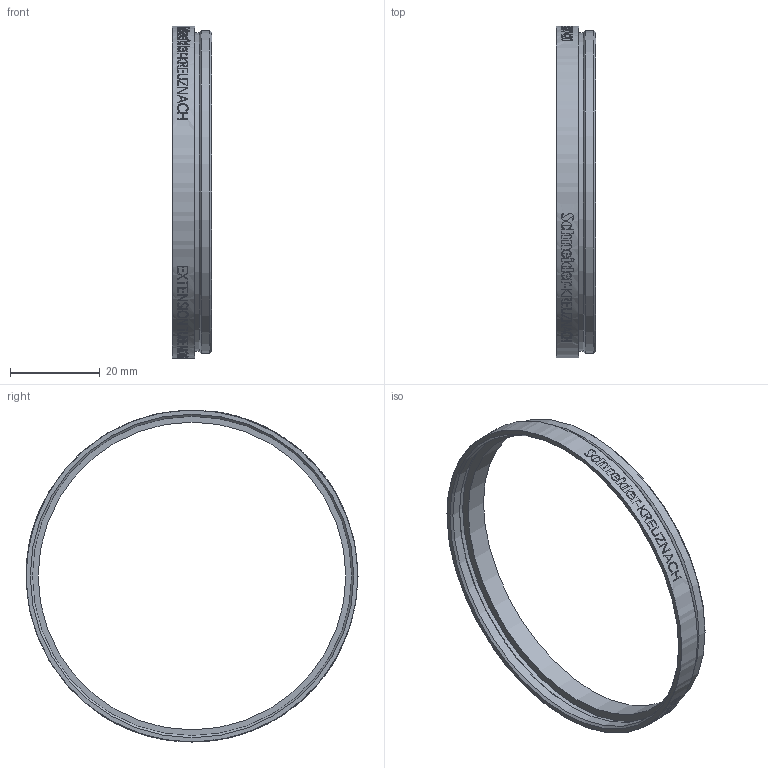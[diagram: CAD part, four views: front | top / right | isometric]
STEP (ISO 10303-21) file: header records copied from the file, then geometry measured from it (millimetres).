
FILE_DESCRIPTION(/* description */ (''),/* implementation_level */ '2;1');
FILE_NAME(/* name */ '1072420_00166709_001.stp',/* time_stamp */ '2022-04-11T08:20:00+02:00',/* author */ (''),/* organization */ (''),/* preprocessor_version */ 'ST-DEVELOPER v16',/* originating_system */ 'SIEMENS PLM Software NX 10.0',/* authorisation */ '');
FILE_SCHEMA (('AP203_CONFIGURATION_CONTROLLED_3D_DESIGN_OF_MECHANICAL_PARTS_AND_ASSEMBLIES_MIM_LF { 1 0 10303 403 2 1 2}'));
Length unit declared in the file: millimetre
Products named in the file (1): Froe18D4278F5tz3
Bounding box: 8.8 x 74 x 74 mm (x, y, z)
Volume: 3015.6 mm3; surface area: 6483.4 mm2
Topology: 1 solids, 2 shells, 90 faces, 519 edges, 508 vertices
Faces by surface type: cylinder 82, cone 4, plane 4
Full cylindrical faces by diameter (mm): 68.6 x1, 71.08 x1, 71.18 x1, 72 x1, 72.1 x1, 74 x2
Entity records: 6979 total; most frequent: CARTESIAN_POINT 3480, ORIENTED_EDGE 1014, VERTEX_POINT 508, EDGE_CURVE 508, B_SPLINE_CURVE_WITH_KNOTS 492, DIRECTION 214, EDGE_LOOP 180, FACE_BOUND 118
